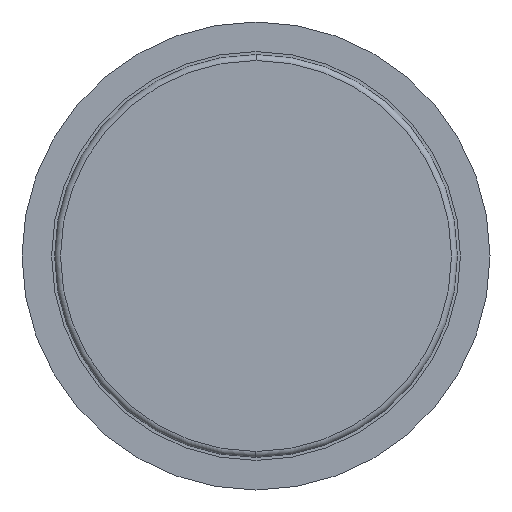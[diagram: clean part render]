
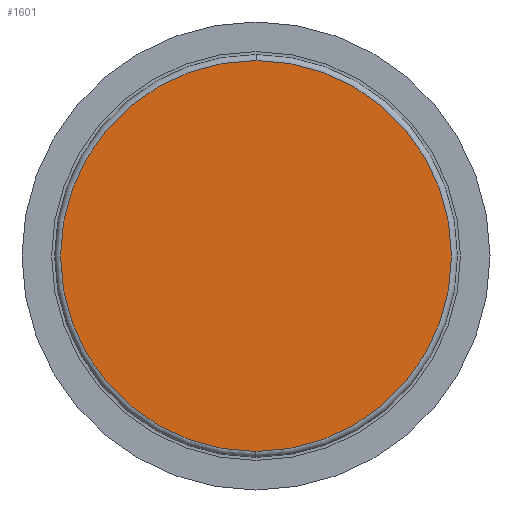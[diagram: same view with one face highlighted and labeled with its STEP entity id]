
A CAD part, front view. The second image highlights one B-rep face of the part: STEP entity #1601.
In plain terms, the highlighted planar face has unit normal (0, -1, 0).
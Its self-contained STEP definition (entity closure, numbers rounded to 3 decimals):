
#34 = AXIS2_PLACEMENT_3D ( 'NONE', #2073, #3078, #3113 ) ;
#44 = FACE_OUTER_BOUND ( 'NONE', #2645, .T. ) ;
#134 = DIRECTION ( 'NONE',  ( 0., -1., 0. ) ) ;
#303 = EDGE_CURVE ( 'NONE', #2396, #1078, #2287, .T. ) ;
#670 = CIRCLE ( 'NONE', #2958, 33. ) ;
#1051 = PLANE ( 'NONE',  #34 ) ;
#1078 = VERTEX_POINT ( 'NONE', #3039 ) ;
#1147 = CARTESIAN_POINT ( 'NONE',  ( 0., 0., 0. ) ) ;
#1588 = CARTESIAN_POINT ( 'NONE',  ( 0., 0., 33. ) ) ;
#1601 = ADVANCED_FACE ( 'NONE', ( #44 ), #1051, .T. ) ;
#1711 = DIRECTION ( 'NONE',  ( 0., -1., 0. ) ) ;
#2073 = CARTESIAN_POINT ( 'NONE',  ( -33.366, 0., -33. ) ) ;
#2137 = EDGE_CURVE ( 'NONE', #1078, #2396, #670, .T. ) ;
#2160 = DIRECTION ( 'NONE',  ( 0., 0., 1. ) ) ;
#2250 = DIRECTION ( 'NONE',  ( 0., 0., 1. ) ) ;
#2287 = CIRCLE ( 'NONE', #2890, 33. ) ;
#2396 = VERTEX_POINT ( 'NONE', #1588 ) ;
#2645 = EDGE_LOOP ( 'NONE', ( #3115, #3092 ) ) ;
#2712 = CARTESIAN_POINT ( 'NONE',  ( 0., 0., 0. ) ) ;
#2890 = AXIS2_PLACEMENT_3D ( 'NONE', #2712, #1711, #2250 ) ;
#2958 = AXIS2_PLACEMENT_3D ( 'NONE', #1147, #134, #2160 ) ;
#3039 = CARTESIAN_POINT ( 'NONE',  ( 0., 0., -33. ) ) ;
#3078 = DIRECTION ( 'NONE',  ( 0., -1., 0. ) ) ;
#3092 = ORIENTED_EDGE ( 'NONE', *, *, #2137, .T. ) ;
#3113 = DIRECTION ( 'NONE',  ( 1., 0., 0. ) ) ;
#3115 = ORIENTED_EDGE ( 'NONE', *, *, #303, .T. ) ;
